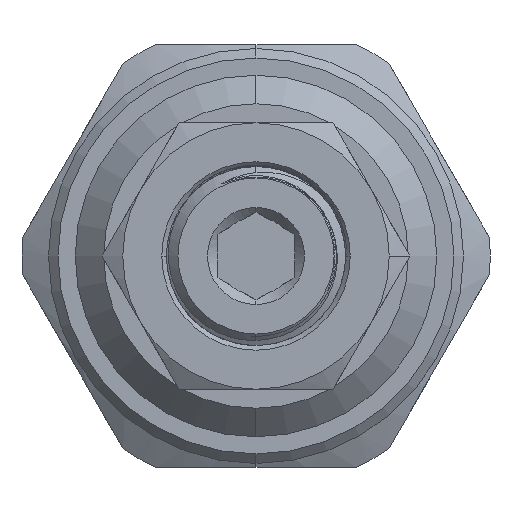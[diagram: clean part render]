
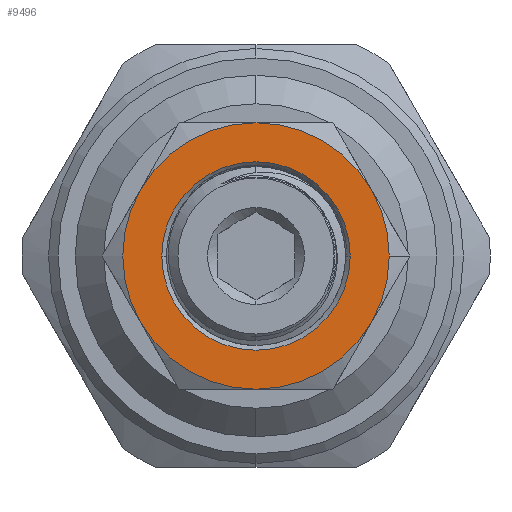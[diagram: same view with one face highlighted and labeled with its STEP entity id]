
A CAD part, left-side view. The second image highlights one B-rep face of the part: STEP entity #9496.
In plain terms, the highlighted planar face has unit normal (-1, 0, 0).
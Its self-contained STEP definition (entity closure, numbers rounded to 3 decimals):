
#217 = EDGE_CURVE ( 'NONE', #12774, #1121, #9619, .T. ) ;
#348 = ORIENTED_EDGE ( 'NONE', *, *, #3628, .T. ) ;
#377 = EDGE_CURVE ( 'NONE', #9785, #9950, #1433, .T. ) ;
#567 = CARTESIAN_POINT ( 'NONE',  ( -23.85, 0., -7. ) ) ;
#708 = DIRECTION ( 'NONE',  ( 0., -1., 0. ) ) ;
#873 = CARTESIAN_POINT ( 'NONE',  ( -23.85, 0., 0. ) ) ;
#886 = DIRECTION ( 'NONE',  ( 0., -1., 0. ) ) ;
#1121 = VERTEX_POINT ( 'NONE', #7472 ) ;
#1433 = CIRCLE ( 'NONE', #1800, 7. ) ;
#1450 = DIRECTION ( 'NONE',  ( 1., 0., 0. ) ) ;
#1494 = VERTEX_POINT ( 'NONE', #3926 ) ;
#1712 = CIRCLE ( 'NONE', #8260, 4.95 ) ;
#1756 = CARTESIAN_POINT ( 'NONE',  ( -23.85, 0., 0. ) ) ;
#1800 = AXIS2_PLACEMENT_3D ( 'NONE', #7082, #10072, #4161 ) ;
#1856 = DIRECTION ( 'NONE',  ( 0., -1., 0. ) ) ;
#1920 = CARTESIAN_POINT ( 'NONE',  ( -23.85, 0., 0. ) ) ;
#2012 = FACE_OUTER_BOUND ( 'NONE', #11488, .T. ) ;
#2089 = CARTESIAN_POINT ( 'NONE',  ( -23.85, -6.062, 3.5 ) ) ;
#2367 = DIRECTION ( 'NONE',  ( -1., 0., 0. ) ) ;
#2376 = VERTEX_POINT ( 'NONE', #2089 ) ;
#2412 = DIRECTION ( 'NONE',  ( 0., -1., 0. ) ) ;
#2471 = VERTEX_POINT ( 'NONE', #3853 ) ;
#2492 = DIRECTION ( 'NONE',  ( 0., -1., 0. ) ) ;
#3332 = AXIS2_PLACEMENT_3D ( 'NONE', #4566, #6457, #708 ) ;
#3335 = ORIENTED_EDGE ( 'NONE', *, *, #10971, .T. ) ;
#3547 = CARTESIAN_POINT ( 'NONE',  ( -23.85, 0., 7. ) ) ;
#3628 = EDGE_CURVE ( 'NONE', #2376, #11037, #8098, .T. ) ;
#3659 = AXIS2_PLACEMENT_3D ( 'NONE', #1756, #6549, #7673 ) ;
#3720 = AXIS2_PLACEMENT_3D ( 'NONE', #11782, #11748, #6767 ) ;
#3853 = CARTESIAN_POINT ( 'NONE',  ( -23.85, 4.95, 0. ) ) ;
#3926 = CARTESIAN_POINT ( 'NONE',  ( -23.85, 6.062, 3.5 ) ) ;
#4161 = DIRECTION ( 'NONE',  ( 0., -1., 0. ) ) ;
#4244 = ORIENTED_EDGE ( 'NONE', *, *, #217, .T. ) ;
#4285 = AXIS2_PLACEMENT_3D ( 'NONE', #7399, #1450, #2492 ) ;
#4566 = CARTESIAN_POINT ( 'NONE',  ( -23.85, 0., 0. ) ) ;
#4582 = ORIENTED_EDGE ( 'NONE', *, *, #11742, .T. ) ;
#4613 = AXIS2_PLACEMENT_3D ( 'NONE', #7366, #2367, #2412 ) ;
#4890 = DIRECTION ( 'NONE',  ( 1., 0., 0. ) ) ;
#5270 = CARTESIAN_POINT ( 'NONE',  ( -23.85, -4.95, 0. ) ) ;
#5424 = FACE_BOUND ( 'NONE', #6073, .T. ) ;
#5448 = DIRECTION ( 'NONE',  ( 1., 0., 0. ) ) ;
#5812 = DIRECTION ( 'NONE',  ( -1., 0., 0. ) ) ;
#5856 = AXIS2_PLACEMENT_3D ( 'NONE', #9790, #9666, #12600 ) ;
#6073 = EDGE_LOOP ( 'NONE', ( #4582, #11996 ) ) ;
#6131 = EDGE_CURVE ( 'NONE', #1121, #2376, #10713, .T. ) ;
#6180 = CIRCLE ( 'NONE', #3659, 7. ) ;
#6457 = DIRECTION ( 'NONE',  ( -1., 0., 0. ) ) ;
#6549 = DIRECTION ( 'NONE',  ( -1., 0., 0. ) ) ;
#6767 = DIRECTION ( 'NONE',  ( 0., -1., 0. ) ) ;
#7082 = CARTESIAN_POINT ( 'NONE',  ( -23.85, 0., 0. ) ) ;
#7366 = CARTESIAN_POINT ( 'NONE',  ( -23.85, 0., 0. ) ) ;
#7399 = CARTESIAN_POINT ( 'NONE',  ( -23.85, 0., 0. ) ) ;
#7411 = EDGE_CURVE ( 'NONE', #12774, #9950, #12138, .T. ) ;
#7433 = CARTESIAN_POINT ( 'NONE',  ( -23.85, 0., 0. ) ) ;
#7472 = CARTESIAN_POINT ( 'NONE',  ( -23.85, -7., 0. ) ) ;
#7673 = DIRECTION ( 'NONE',  ( 0., -1., 0. ) ) ;
#7954 = PLANE ( 'NONE',  #3720 ) ;
#8098 = CIRCLE ( 'NONE', #3332, 7. ) ;
#8256 = ORIENTED_EDGE ( 'NONE', *, *, #11213, .T. ) ;
#8260 = AXIS2_PLACEMENT_3D ( 'NONE', #873, #4890, #1856 ) ;
#8769 = ORIENTED_EDGE ( 'NONE', *, *, #7411, .F. ) ;
#9098 = AXIS2_PLACEMENT_3D ( 'NONE', #7433, #5448, #10509 ) ;
#9448 = ORIENTED_EDGE ( 'NONE', *, *, #377, .T. ) ;
#9496 = ADVANCED_FACE ( 'NONE', ( #5424, #2012 ), #7954, .F. ) ;
#9586 = CIRCLE ( 'NONE', #4285, 4.95 ) ;
#9619 = CIRCLE ( 'NONE', #4613, 7. ) ;
#9666 = DIRECTION ( 'NONE',  ( -1., 0., 0. ) ) ;
#9760 = VERTEX_POINT ( 'NONE', #5270 ) ;
#9785 = VERTEX_POINT ( 'NONE', #12190 ) ;
#9790 = CARTESIAN_POINT ( 'NONE',  ( -23.85, 0., 0. ) ) ;
#9950 = VERTEX_POINT ( 'NONE', #567 ) ;
#10072 = DIRECTION ( 'NONE',  ( -1., 0., 0. ) ) ;
#10509 = DIRECTION ( 'NONE',  ( 0., -1., 0. ) ) ;
#10516 = CIRCLE ( 'NONE', #5856, 7. ) ;
#10713 = CIRCLE ( 'NONE', #12823, 7. ) ;
#10971 = EDGE_CURVE ( 'NONE', #11037, #1494, #6180, .T. ) ;
#11037 = VERTEX_POINT ( 'NONE', #3547 ) ;
#11213 = EDGE_CURVE ( 'NONE', #1494, #9785, #10516, .T. ) ;
#11293 = ORIENTED_EDGE ( 'NONE', *, *, #6131, .T. ) ;
#11488 = EDGE_LOOP ( 'NONE', ( #4244, #11293, #348, #3335, #8256, #9448, #8769 ) ) ;
#11742 = EDGE_CURVE ( 'NONE', #2471, #9760, #9586, .T. ) ;
#11748 = DIRECTION ( 'NONE',  ( 1., 0., 0. ) ) ;
#11782 = CARTESIAN_POINT ( 'NONE',  ( -23.85, -4.041, -7. ) ) ;
#11996 = ORIENTED_EDGE ( 'NONE', *, *, #12080, .T. ) ;
#12080 = EDGE_CURVE ( 'NONE', #9760, #2471, #1712, .T. ) ;
#12138 = CIRCLE ( 'NONE', #9098, 7. ) ;
#12190 = CARTESIAN_POINT ( 'NONE',  ( -23.85, 6.062, -3.5 ) ) ;
#12600 = DIRECTION ( 'NONE',  ( 0., -1., 0. ) ) ;
#12774 = VERTEX_POINT ( 'NONE', #12842 ) ;
#12823 = AXIS2_PLACEMENT_3D ( 'NONE', #1920, #5812, #886 ) ;
#12842 = CARTESIAN_POINT ( 'NONE',  ( -23.85, -6.062, -3.5 ) ) ;
